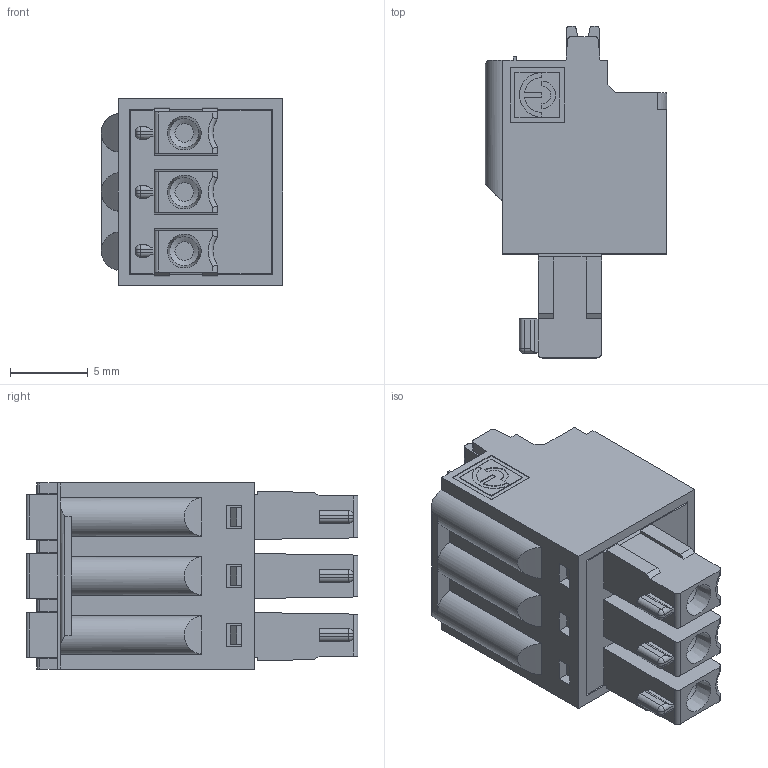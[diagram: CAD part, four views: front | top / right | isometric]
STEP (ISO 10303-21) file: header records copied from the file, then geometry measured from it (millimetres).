
FILE_DESCRIPTION(('STEP AP214'),'1');
FILE_NAME('SHM03-3,81-P.stp','2025-07-01T09:30:46',(' '),(' '),'Spatial InterOp 3D',' ',' ');
FILE_SCHEMA(('AUTOMOTIVE_DESIGN { 1 0 10303 214 1 1 1 1 }'));
Length unit declared in the file: metre
Products named in the file (1): 1751596957
Bounding box: 11.7 x 21.4 x 12.02 mm (x, y, z)
Volume: 1747.5 mm3; surface area: 1472.9 mm2
Topology: 1 solids, 1 shells, 368 faces, 1016 edges, 664 vertices
Faces by surface type: plane 270, cylinder 79, cone 9, sphere 6, torus 3, extrusion 1
Full cylindrical faces by diameter (mm): 1.2 x3, 3.078 x3
Entity records: 16881 total; most frequent: CARTESIAN_POINT 2690, ORIENTED_EDGE 1966, DIRECTION 1802, EDGE_CURVE 983, VECTOR 776, LINE 775, STYLED_ITEM 769, PRESENTATION_STYLE_ASSIGNMENT 769
